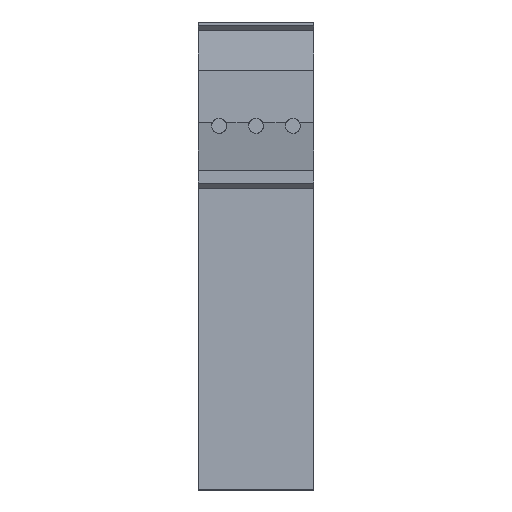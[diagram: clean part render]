
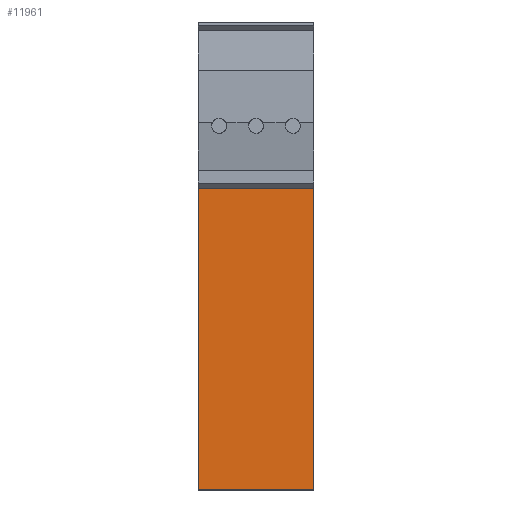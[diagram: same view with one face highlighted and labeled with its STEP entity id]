
A CAD part, front view. The second image highlights one B-rep face of the part: STEP entity #11961.
In plain terms, the highlighted planar face has unit normal (0, -1, 0).
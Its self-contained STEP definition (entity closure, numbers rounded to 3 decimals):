
#2242 = FACE_OUTER_BOUND ( 'NONE', #11962, .T. ) ;
#2243 = DIRECTION ( 'NONE',  ( 1., 0., 0. ) ) ;
#2244 = VECTOR ( 'NONE', #2243, 1000. ) ;
#2245 = CARTESIAN_POINT ( 'NONE',  ( -188.062, -17.635, -32.3 ) ) ;
#2247 = LINE ( 'NONE', #2245, #2244 ) ;
#2277 = DIRECTION ( 'NONE',  ( 0., 0., -1. ) ) ;
#2278 = DIRECTION ( 'NONE',  ( 0., -1., 0. ) ) ;
#2279 = CARTESIAN_POINT ( 'NONE',  ( -188.062, -17.635, -91.1 ) ) ;
#2280 = AXIS2_PLACEMENT_3D ( 'NONE', #2279, #2278, #2277 ) ;
#2282 = PLANE ( 'NONE',  #2280 ) ;
#2470 = DIRECTION ( 'NONE',  ( 1., 0., 0. ) ) ;
#2471 = VECTOR ( 'NONE', #2470, 1000. ) ;
#2472 = CARTESIAN_POINT ( 'NONE',  ( -188.062, -17.635, -91.1 ) ) ;
#2473 = LINE ( 'NONE', #2472, #2471 ) ;
#9673 = VERTEX_POINT ( 'NONE', #19773 ) ;
#9675 = EDGE_CURVE ( 'NONE', #9676, #9673, #19772, .T. ) ;
#9676 = VERTEX_POINT ( 'NONE', #19768 ) ;
#9720 = EDGE_CURVE ( 'NONE', #9779, #9721, #19807, .T. ) ;
#9721 = VERTEX_POINT ( 'NONE', #19803 ) ;
#9779 = VERTEX_POINT ( 'NONE', #19954 ) ;
#11959 = EDGE_CURVE ( 'NONE', #9676, #9779, #2247, .T. ) ;
#11961 = ADVANCED_FACE ( 'NONE', ( #2242 ), #2282, .T. ) ;
#11962 = EDGE_LOOP ( 'NONE', ( #12020, #12021, #12022, #12024 ) ) ;
#12020 = ORIENTED_EDGE ( 'NONE', *, *, #11959, .F. ) ;
#12021 = ORIENTED_EDGE ( 'NONE', *, *, #9675, .T. ) ;
#12022 = ORIENTED_EDGE ( 'NONE', *, *, #12023, .T. ) ;
#12023 = EDGE_CURVE ( 'NONE', #9673, #9721, #2473, .T. ) ;
#12024 = ORIENTED_EDGE ( 'NONE', *, *, #9720, .F. ) ;
#19768 = CARTESIAN_POINT ( 'NONE',  ( -75.085, -17.635, -32.3 ) ) ;
#19769 = DIRECTION ( 'NONE',  ( 0., 0., -1. ) ) ;
#19770 = VECTOR ( 'NONE', #19769, 1000. ) ;
#19771 = CARTESIAN_POINT ( 'NONE',  ( -75.085, -17.635, -91.1 ) ) ;
#19772 = LINE ( 'NONE', #19771, #19770 ) ;
#19773 = CARTESIAN_POINT ( 'NONE',  ( -75.085, -17.635, -91.1 ) ) ;
#19803 = CARTESIAN_POINT ( 'NONE',  ( -52.585, -17.635, -91.1 ) ) ;
#19804 = DIRECTION ( 'NONE',  ( 0., 0., -1. ) ) ;
#19805 = VECTOR ( 'NONE', #19804, 1000. ) ;
#19806 = CARTESIAN_POINT ( 'NONE',  ( -52.585, -17.635, -91.1 ) ) ;
#19807 = LINE ( 'NONE', #19806, #19805 ) ;
#19954 = CARTESIAN_POINT ( 'NONE',  ( -52.585, -17.635, -32.3 ) ) ;
